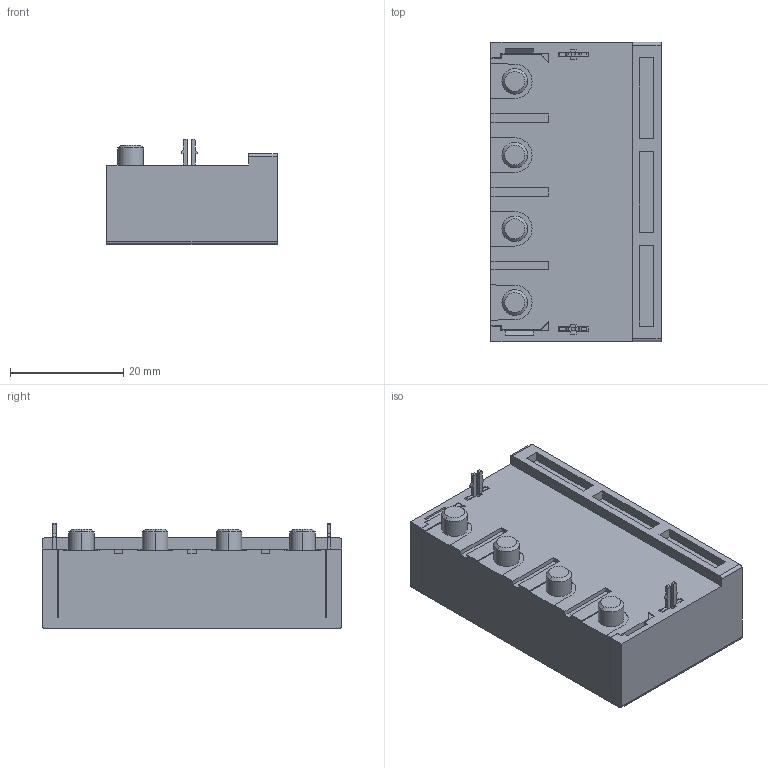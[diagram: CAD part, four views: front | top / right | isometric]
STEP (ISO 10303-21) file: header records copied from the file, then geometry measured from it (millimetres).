
FILE_DESCRIPTION((''),'2;1');
FILE_NAME('F00MPC-S04RA300-01_ASM','2026-03-10T',('工程三'),(''),'PRO/ENGINEER BY PARAMETRIC TECHNOLOGY CORPORATION, 2010280','PRO/ENGINEER BY PARAMETRIC TECHNOLOGY CORPORATION, 2010280','');
FILE_SCHEMA(('CONFIG_CONTROL_DESIGN'));
Products named in the file (1): F00MPC-S04RA300-01_ASM
Bounding box: 30 x 52.8 x 18.52 mm (x, y, z)
Volume: 12565.5 mm3; surface area: 13971.1 mm2
Topology: 1 solids, 11 shells, 2029 faces, 5688 edges, 3774 vertices
Faces by surface type: plane 1908, cylinder 87, torus 20, cone 14
Entity records: 64220 total; most frequent: CARTESIAN_POINT 11587, ORIENTED_EDGE 11374, DIRECTION 9970, EDGE_CURVE 5688, VECTOR 5432, LINE 5432, VERTEX_POINT 3774, AXIS2_PLACEMENT_3D 2269
